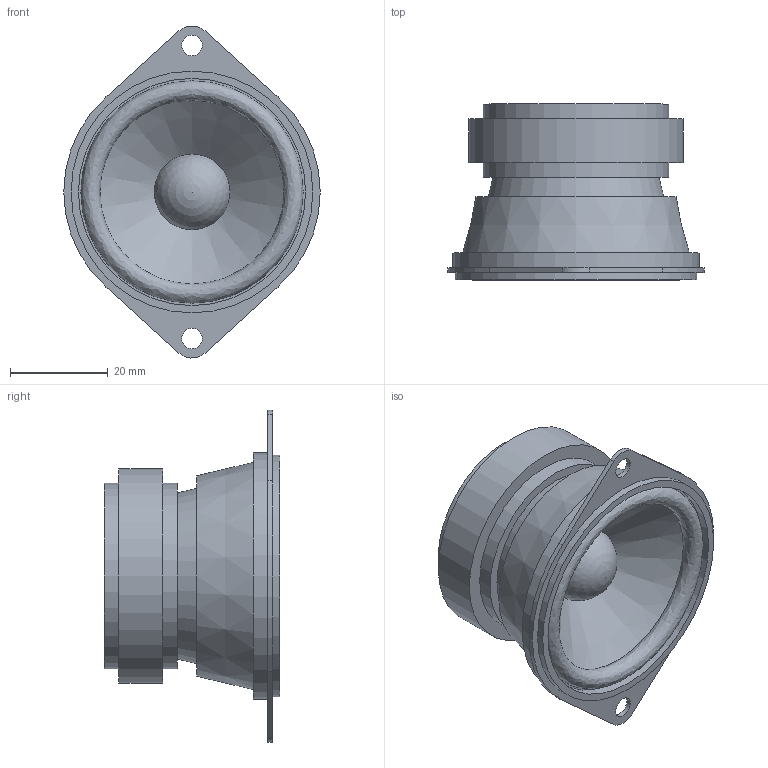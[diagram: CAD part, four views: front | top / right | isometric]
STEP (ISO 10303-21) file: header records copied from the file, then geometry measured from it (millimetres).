
FILE_DESCRIPTION(('FreeCAD Model'),'2;1');
FILE_NAME('FRS5X.step', '2020-03-31T08:59:22',('Author'),(''), 'Open CASCADE STEP processor 6.8','FreeCAD','Unknown');
FILE_SCHEMA(('AUTOMOTIVE_DESIGN_CC2 { 1 2 10303 214 -1 1 5 4 }'));
Length unit declared in the file: millimetre
Products named in the file (1): FRS5X
Bounding box: 52.5 x 36 x 67.97 mm (x, y, z)
Volume: 44006.9 mm3; surface area: 11618.1 mm2
Topology: 1 solids, 1 shells, 31 faces, 62 edges, 41 vertices
Faces by surface type: plane 14, cylinder 12, cone 3, revolution 1, sphere 1
Full cylindrical faces by diameter (mm): 4.2 x2, 38 x2, 44 x1, 46.5 x1, 49.5 x1, 50.5 x1
Entity records: 1706 total; most frequent: CARTESIAN_POINT 383, DIRECTION 261, ORIENTED_EDGE 122, PCURVE 122, DEFINITIONAL_REPRESENTATION 122, LINE 119, VECTOR 119, AXIS2_PLACEMENT_3D 66
